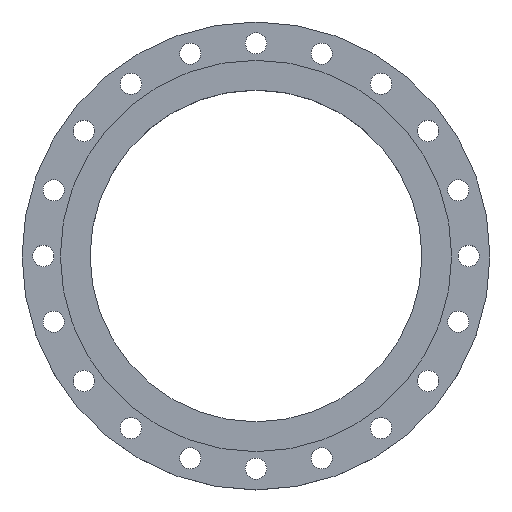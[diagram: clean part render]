
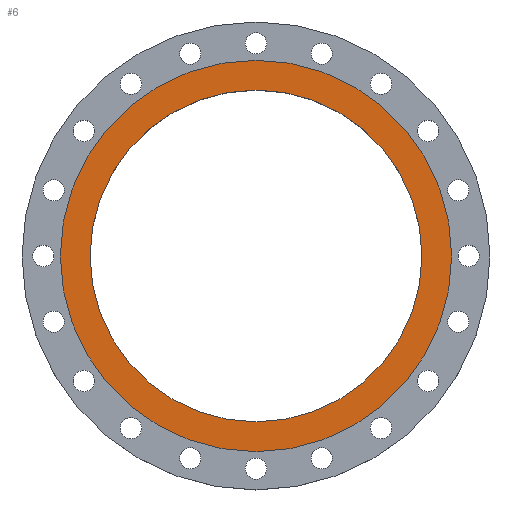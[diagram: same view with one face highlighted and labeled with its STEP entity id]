
A CAD part, top view. The second image highlights one B-rep face of the part: STEP entity #6.
In plain terms, the highlighted planar face has unit normal (0, 0, 1).
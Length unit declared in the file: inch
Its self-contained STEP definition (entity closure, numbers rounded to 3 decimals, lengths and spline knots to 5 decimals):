
#6 = ADVANCED_FACE ( 'NONE', ( #1304, #1321 ), #1779, .F. ) ;
#221 = EDGE_LOOP ( 'NONE', ( #377, #1891 ) ) ;
#270 = CIRCLE ( 'NONE', #1428, 9.75 ) ;
#326 = EDGE_CURVE ( 'NONE', #1888, #1172, #270, .T. ) ;
#377 = ORIENTED_EDGE ( 'NONE', *, *, #388, .F. ) ;
#388 = EDGE_CURVE ( 'NONE', #1172, #1888, #535, .T. ) ;
#402 = VERTEX_POINT ( 'NONE', #1312 ) ;
#425 = CIRCLE ( 'NONE', #1267, 11.5 ) ;
#486 = ORIENTED_EDGE ( 'NONE', *, *, #922, .T. ) ;
#535 = CIRCLE ( 'NONE', #1154, 9.75 ) ;
#537 = AXIS2_PLACEMENT_3D ( 'NONE', #1990, #1018, #569 ) ;
#569 = DIRECTION ( 'NONE',  ( 1., 0., 0. ) ) ;
#672 = ORIENTED_EDGE ( 'NONE', *, *, #1897, .T. ) ;
#823 = DIRECTION ( 'NONE',  ( 1., 0., 0. ) ) ;
#838 = DIRECTION ( 'NONE',  ( 0., 0., -1. ) ) ;
#922 = EDGE_CURVE ( 'NONE', #402, #1286, #1430, .T. ) ;
#927 = DIRECTION ( 'NONE',  ( 0., 0., 1. ) ) ;
#1018 = DIRECTION ( 'NONE',  ( 0., 0., 1. ) ) ;
#1059 = CARTESIAN_POINT ( 'NONE',  ( 0., 0., 0. ) ) ;
#1127 = CARTESIAN_POINT ( 'NONE',  ( -9.75, 0., 0. ) ) ;
#1154 = AXIS2_PLACEMENT_3D ( 'NONE', #1374, #927, #1557 ) ;
#1172 = VERTEX_POINT ( 'NONE', #1427 ) ;
#1267 = AXIS2_PLACEMENT_3D ( 'NONE', #1303, #1777, #823 ) ;
#1283 = EDGE_LOOP ( 'NONE', ( #486, #672 ) ) ;
#1286 = VERTEX_POINT ( 'NONE', #1900 ) ;
#1303 = CARTESIAN_POINT ( 'NONE',  ( 0., 0., 0. ) ) ;
#1304 = FACE_BOUND ( 'NONE', #221, .T. ) ;
#1312 = CARTESIAN_POINT ( 'NONE',  ( 11.5, 0., 0. ) ) ;
#1321 = FACE_OUTER_BOUND ( 'NONE', #1283, .T. ) ;
#1374 = CARTESIAN_POINT ( 'NONE',  ( 0., 0., 0. ) ) ;
#1427 = CARTESIAN_POINT ( 'NONE',  ( 9.75, 0., 0. ) ) ;
#1428 = AXIS2_PLACEMENT_3D ( 'NONE', #1059, #1698, #1545 ) ;
#1430 = CIRCLE ( 'NONE', #537, 11.5 ) ;
#1545 = DIRECTION ( 'NONE',  ( 1., 0., 0. ) ) ;
#1557 = DIRECTION ( 'NONE',  ( 1., 0., 0. ) ) ;
#1698 = DIRECTION ( 'NONE',  ( 0., 0., 1. ) ) ;
#1777 = DIRECTION ( 'NONE',  ( 0., 0., 1. ) ) ;
#1779 = PLANE ( 'NONE',  #1859 ) ;
#1807 = CARTESIAN_POINT ( 'NONE',  ( 0., 9.75, 0. ) ) ;
#1859 = AXIS2_PLACEMENT_3D ( 'NONE', #1807, #838, #1937 ) ;
#1888 = VERTEX_POINT ( 'NONE', #1127 ) ;
#1891 = ORIENTED_EDGE ( 'NONE', *, *, #326, .F. ) ;
#1897 = EDGE_CURVE ( 'NONE', #1286, #402, #425, .T. ) ;
#1900 = CARTESIAN_POINT ( 'NONE',  ( -11.5, 0., 0. ) ) ;
#1937 = DIRECTION ( 'NONE',  ( -1., 0., 0. ) ) ;
#1990 = CARTESIAN_POINT ( 'NONE',  ( 0., 0., 0. ) ) ;
